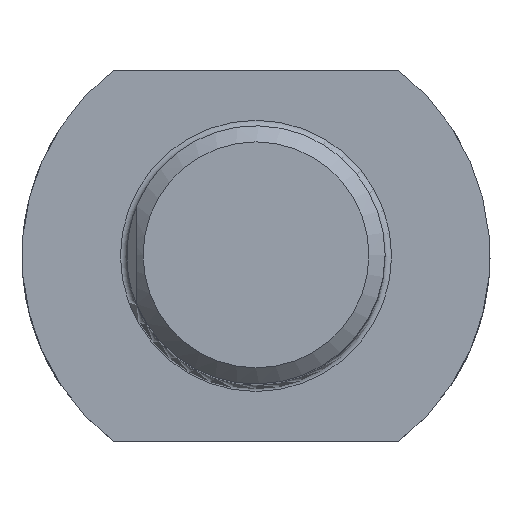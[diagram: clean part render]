
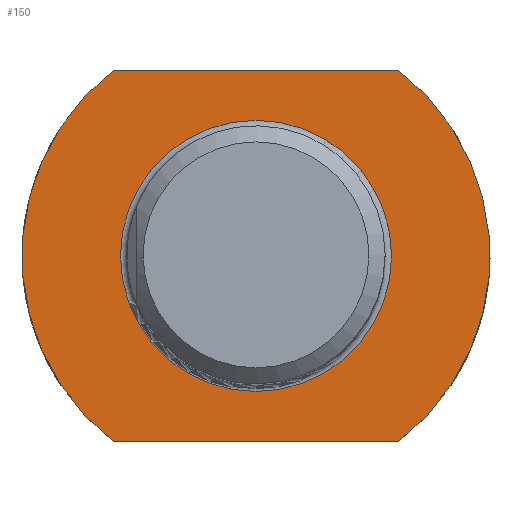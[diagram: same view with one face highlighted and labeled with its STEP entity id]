
A CAD part, top view. The second image highlights one B-rep face of the part: STEP entity #150.
In plain terms, the highlighted planar face has unit normal (0, 0, 1).
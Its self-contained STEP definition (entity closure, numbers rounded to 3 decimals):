
#44=FACE_BOUND('',#311,.T.);
#45=FACE_BOUND('',#312,.T.);
#150=ADVANCED_FACE('',(#44,#45),#202,.T.);
#202=PLANE('',#1314);
#311=EDGE_LOOP('',(#676,#677,#678,#679));
#312=EDGE_LOOP('',(#680));
#413=LINE('',#2196,#493);
#414=LINE('',#2197,#494);
#493=VECTOR('',#1577,1.);
#494=VECTOR('',#1578,1.);
#676=ORIENTED_EDGE('',*,*,#1103,.F.);
#677=ORIENTED_EDGE('',*,*,#1092,.F.);
#678=ORIENTED_EDGE('',*,*,#1104,.T.);
#679=ORIENTED_EDGE('',*,*,#1101,.F.);
#680=ORIENTED_EDGE('',*,*,#1105,.T.);
#952=VERTEX_POINT('',#2163);
#953=VERTEX_POINT('',#2164);
#960=VERTEX_POINT('',#2191);
#961=VERTEX_POINT('',#2193);
#962=VERTEX_POINT('',#2199);
#1092=EDGE_CURVE('',#952,#953,#1191,.T.);
#1101=EDGE_CURVE('',#960,#961,#1195,.T.);
#1103=EDGE_CURVE('',#953,#960,#413,.T.);
#1104=EDGE_CURVE('',#952,#961,#414,.T.);
#1105=EDGE_CURVE('',#962,#962,#1196,.T.);
#1191=CIRCLE('',#1305,14.5);
#1195=CIRCLE('',#1311,14.5);
#1196=CIRCLE('',#1313,8.4);
#1305=AXIS2_PLACEMENT_3D('',#2162,#1557,#1558);
#1311=AXIS2_PLACEMENT_3D('',#2192,#1572,#1573);
#1313=AXIS2_PLACEMENT_3D('',#2198,#1579,#1580);
#1314=AXIS2_PLACEMENT_3D('',#2200,#1581,#1582);
#1557=DIRECTION('',(0.,0.,-1.));
#1558=DIRECTION('',(-1.,0.,0.));
#1572=DIRECTION('',(0.,0.,-1.));
#1573=DIRECTION('',(-1.,0.,0.));
#1577=DIRECTION('',(-1.,0.,0.));
#1578=DIRECTION('',(-1.,0.,0.));
#1579=DIRECTION('',(0.,0.,-1.));
#1580=DIRECTION('',(1.,0.,0.));
#1581=DIRECTION('',(0.,0.,1.));
#1582=DIRECTION('',(1.,0.,0.));
#2162=CARTESIAN_POINT('',(0.,0.,0.));
#2163=CARTESIAN_POINT('',(8.832,11.5,0.));
#2164=CARTESIAN_POINT('',(8.832,-11.5,0.));
#2191=CARTESIAN_POINT('',(-8.832,-11.5,0.));
#2192=CARTESIAN_POINT('',(0.,0.,0.));
#2193=CARTESIAN_POINT('',(-8.832,11.5,0.));
#2196=CARTESIAN_POINT('',(14.5,-11.5,0.));
#2197=CARTESIAN_POINT('',(14.5,11.5,0.));
#2198=CARTESIAN_POINT('',(0.,0.,0.));
#2199=CARTESIAN_POINT('',(8.4,0.,0.));
#2200=CARTESIAN_POINT('',(14.5,0.,0.));
